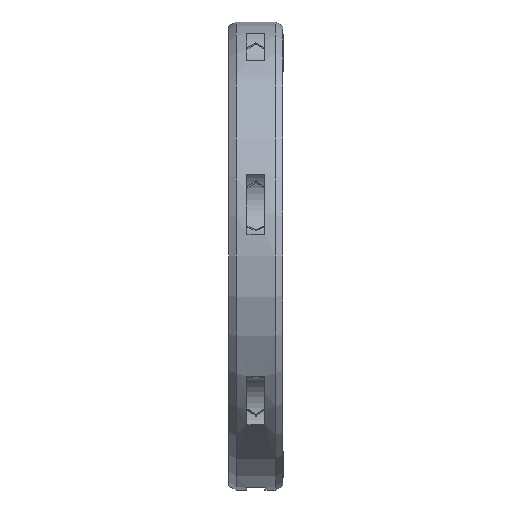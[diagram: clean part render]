
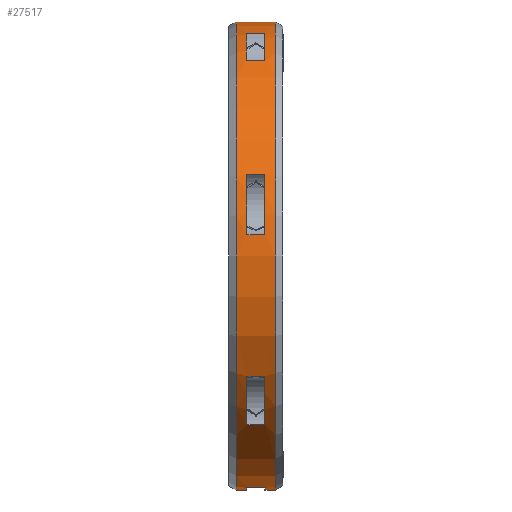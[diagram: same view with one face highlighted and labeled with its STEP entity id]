
A CAD part, left-side view. The second image highlights one B-rep face of the part: STEP entity #27517.
In plain terms, the highlighted cylindrical face has radius 65 mm (diameter 130 mm), a partial arc.
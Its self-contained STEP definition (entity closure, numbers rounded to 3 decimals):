
#25859=CARTESIAN_POINT('',(0.,-2.5,0.));
#25860=DIRECTION('',(0.,-1.,0.));
#25861=DIRECTION('',(-0.133,0.,-0.991));
#25862=AXIS2_PLACEMENT_3D('',#25859,#25860,#25861);
#25867=DIRECTION('',(0.,-1.,0.));
#25868=VECTOR('',#25867,5.);
#25869=CARTESIAN_POINT('',(-8.617,2.5,-64.426));
#25870=LINE('',#25869,#25868);
#25874=CARTESIAN_POINT('',(0.,2.5,0.));
#25875=DIRECTION('',(0.,-1.,0.));
#25876=DIRECTION('',(-0.133,0.,-0.991));
#25877=AXIS2_PLACEMENT_3D('',#25874,#25875,#25876);
#25882=DIRECTION('',(0.,1.,0.));
#25883=VECTOR('',#25882,3.);
#25884=CARTESIAN_POINT('',(0.,2.5,-65.));
#25885=LINE('',#25884,#25883);
#25889=DIRECTION('',(0.,1.,0.));
#25890=VECTOR('',#25889,11.);
#25891=CARTESIAN_POINT('',(0.,-5.5,65.));
#25892=LINE('',#25891,#25890);
#25896=CARTESIAN_POINT('',(0.,-5.5,0.));
#25897=DIRECTION('',(0.,1.,0.));
#25898=DIRECTION('',(0.,0.,-1.));
#25899=AXIS2_PLACEMENT_3D('',#25896,#25897,#25898);
#25904=DIRECTION('',(0.,1.,0.));
#25905=VECTOR('',#25904,3.);
#25906=CARTESIAN_POINT('',(0.,-5.5,-65.));
#25907=LINE('',#25906,#25905);
#25911=CARTESIAN_POINT('',(0.,-2.5,0.));
#25912=DIRECTION('',(0.,-1.,0.));
#25913=DIRECTION('',(-0.311,0.,0.951));
#25914=AXIS2_PLACEMENT_3D('',#25911,#25912,#25913);
#25919=DIRECTION('',(0.,-1.,0.));
#25920=VECTOR('',#25919,5.);
#25921=CARTESIAN_POINT('',(-20.19,2.5,61.785));
#25922=LINE('',#25921,#25920);
#25926=CARTESIAN_POINT('',(0.,2.5,0.));
#25927=DIRECTION('',(0.,-1.,0.));
#25928=DIRECTION('',(-0.311,0.,0.951));
#25929=AXIS2_PLACEMENT_3D('',#25926,#25927,#25928);
#25934=DIRECTION('',(0.,-1.,0.));
#25935=VECTOR('',#25934,5.);
#25936=CARTESIAN_POINT('',(-35.717,2.5,54.307));
#25937=LINE('',#25936,#25935);
#25941=CARTESIAN_POINT('',(0.,-2.5,0.));
#25942=DIRECTION('',(0.,-1.,0.));
#25943=DIRECTION('',(-0.937,0.,0.35));
#25944=AXIS2_PLACEMENT_3D('',#25941,#25942,#25943);
#25949=DIRECTION('',(0.,-1.,0.));
#25950=VECTOR('',#25949,5.);
#25951=CARTESIAN_POINT('',(-60.893,2.5,22.737));
#25952=LINE('',#25951,#25950);
#25956=CARTESIAN_POINT('',(0.,2.5,0.));
#25957=DIRECTION('',(0.,-1.,0.));
#25958=DIRECTION('',(-0.937,0.,0.35));
#25959=AXIS2_PLACEMENT_3D('',#25956,#25957,#25958);
#25964=DIRECTION('',(0.,-1.,0.));
#25965=VECTOR('',#25964,5.);
#25966=CARTESIAN_POINT('',(-64.728,2.5,5.935));
#25967=LINE('',#25966,#25965);
#25971=CARTESIAN_POINT('',(0.,-2.5,0.));
#25972=DIRECTION('',(0.,-1.,0.));
#25973=DIRECTION('',(-0.858,0.,-0.514));
#25974=AXIS2_PLACEMENT_3D('',#25971,#25972,#25973);
#25979=DIRECTION('',(0.,-1.,0.));
#25980=VECTOR('',#25979,5.);
#25981=CARTESIAN_POINT('',(-55.743,2.5,-33.432));
#25982=LINE('',#25981,#25980);
#25986=CARTESIAN_POINT('',(0.,2.5,0.));
#25987=DIRECTION('',(0.,-1.,0.));
#25988=DIRECTION('',(-0.858,0.,-0.514));
#25989=AXIS2_PLACEMENT_3D('',#25986,#25987,#25988);
#25994=DIRECTION('',(0.,-1.,0.));
#25995=VECTOR('',#25994,5.);
#25996=CARTESIAN_POINT('',(-44.998,2.5,-46.906));
#25997=LINE('',#25996,#25995);
#26375=CARTESIAN_POINT('',(0.,5.5,0.));
#26376=DIRECTION('',(0.,1.,0.));
#26377=DIRECTION('',(0.,0.,-1.));
#26378=AXIS2_PLACEMENT_3D('',#26375,#26376,#26377);
#26630=CARTESIAN_POINT('',(0.,-5.5,-65.));
#26632=VERTEX_POINT('',#26630);
#26633=CARTESIAN_POINT('',(0.,5.5,-65.));
#26635=VERTEX_POINT('',#26633);
#26662=CARTESIAN_POINT('',(0.,-5.5,65.));
#26664=VERTEX_POINT('',#26662);
#26665=CARTESIAN_POINT('',(0.,5.5,65.));
#26666=VERTEX_POINT('',#26665);
#26679=CARTESIAN_POINT('',(0.,-2.5,-65.));
#26681=VERTEX_POINT('',#26679);
#26683=CARTESIAN_POINT('',(0.,2.5,-65.));
#26685=VERTEX_POINT('',#26683);
#26693=CARTESIAN_POINT('',(-8.617,-2.5,-64.426));
#26694=VERTEX_POINT('',#26693);
#26695=CARTESIAN_POINT('',(-8.617,2.5,-64.426));
#26696=VERTEX_POINT('',#26695);
#26769=CARTESIAN_POINT('',(-20.19,-2.5,61.785));
#26770=CARTESIAN_POINT('',(-35.717,-2.5,54.307));
#26771=VERTEX_POINT('',#26769);
#26772=VERTEX_POINT('',#26770);
#26773=CARTESIAN_POINT('',(-20.19,2.5,61.785));
#26774=CARTESIAN_POINT('',(-35.717,2.5,54.307));
#26775=VERTEX_POINT('',#26773);
#26776=VERTEX_POINT('',#26774);
#26789=CARTESIAN_POINT('',(-60.893,-2.5,22.737));
#26790=CARTESIAN_POINT('',(-64.728,-2.5,5.935));
#26791=VERTEX_POINT('',#26789);
#26792=VERTEX_POINT('',#26790);
#26793=CARTESIAN_POINT('',(-60.893,2.5,22.737));
#26794=CARTESIAN_POINT('',(-64.728,2.5,5.935));
#26795=VERTEX_POINT('',#26793);
#26796=VERTEX_POINT('',#26794);
#26809=CARTESIAN_POINT('',(-55.743,-2.5,-33.432));
#26810=CARTESIAN_POINT('',(-44.998,-2.5,-46.906));
#26811=VERTEX_POINT('',#26809);
#26812=VERTEX_POINT('',#26810);
#26813=CARTESIAN_POINT('',(-55.743,2.5,-33.432));
#26814=CARTESIAN_POINT('',(-44.998,2.5,-46.906));
#26815=VERTEX_POINT('',#26813);
#26816=VERTEX_POINT('',#26814);
#27471=CARTESIAN_POINT('',(0.,140.185,0.));
#27472=DIRECTION('',(0.,-1.,0.));
#27473=DIRECTION('',(0.,0.,1.));
#27474=AXIS2_PLACEMENT_3D('',#27471,#27472,#27473);
#27475=CYLINDRICAL_SURFACE('',#27474,65.);
#27476=ORIENTED_EDGE('',*,*,#27342,.F.);
#27478=ORIENTED_EDGE('',*,*,#27477,.F.);
#27480=ORIENTED_EDGE('',*,*,#27479,.T.);
#27481=ORIENTED_EDGE('',*,*,#27295,.T.);
#27483=ORIENTED_EDGE('',*,*,#27482,.T.);
#27484=ORIENTED_EDGE('',*,*,#27291,.F.);
#27486=ORIENTED_EDGE('',*,*,#27485,.F.);
#27487=ORIENTED_EDGE('',*,*,#27287,.T.);
#27488=EDGE_LOOP('',(#27476,#27478,#27480,#27481,#27483,#27484,#27486,#27487));
#27489=FACE_OUTER_BOUND('',#27488,.F.);
#27491=ORIENTED_EDGE('',*,*,#27490,.F.);
#27493=ORIENTED_EDGE('',*,*,#27492,.F.);
#27495=ORIENTED_EDGE('',*,*,#27494,.T.);
#27497=ORIENTED_EDGE('',*,*,#27496,.T.);
#27498=EDGE_LOOP('',(#27491,#27493,#27495,#27497));
#27499=FACE_BOUND('',#27498,.F.);
#27501=ORIENTED_EDGE('',*,*,#27500,.F.);
#27503=ORIENTED_EDGE('',*,*,#27502,.F.);
#27505=ORIENTED_EDGE('',*,*,#27504,.T.);
#27507=ORIENTED_EDGE('',*,*,#27506,.T.);
#27508=EDGE_LOOP('',(#27501,#27503,#27505,#27507));
#27509=FACE_BOUND('',#27508,.F.);
#27510=ORIENTED_EDGE('',*,*,#27409,.F.);
#27511=ORIENTED_EDGE('',*,*,#27457,.F.);
#27513=ORIENTED_EDGE('',*,*,#27512,.T.);
#27514=ORIENTED_EDGE('',*,*,#27431,.T.);
#27515=EDGE_LOOP('',(#27510,#27511,#27513,#27514));
#27516=FACE_BOUND('',#27515,.F.);
#25863=CIRCLE('',#25862,65.);
#25878=CIRCLE('',#25877,65.);
#25900=CIRCLE('',#25899,65.);
#25915=CIRCLE('',#25914,65.);
#25930=CIRCLE('',#25929,65.);
#25945=CIRCLE('',#25944,65.);
#25960=CIRCLE('',#25959,65.);
#25975=CIRCLE('',#25974,65.);
#25990=CIRCLE('',#25989,65.);
#26379=CIRCLE('',#26378,65.);
#27287=EDGE_CURVE('',#26632,#26681,#25907,.T.);
#27291=EDGE_CURVE('',#26664,#26666,#25892,.T.);
#27295=EDGE_CURVE('',#26685,#26635,#25885,.T.);
#27342=EDGE_CURVE('',#26694,#26681,#25863,.T.);
#27409=EDGE_CURVE('',#26811,#26812,#25975,.T.);
#27431=EDGE_CURVE('',#26816,#26812,#25997,.T.);
#27457=EDGE_CURVE('',#26815,#26811,#25982,.T.);
#27477=EDGE_CURVE('',#26696,#26694,#25870,.T.);
#27479=EDGE_CURVE('',#26696,#26685,#25878,.T.);
#27482=EDGE_CURVE('',#26635,#26666,#26379,.T.);
#27485=EDGE_CURVE('',#26632,#26664,#25900,.T.);
#27490=EDGE_CURVE('',#26771,#26772,#25915,.T.);
#27492=EDGE_CURVE('',#26775,#26771,#25922,.T.);
#27494=EDGE_CURVE('',#26775,#26776,#25930,.T.);
#27496=EDGE_CURVE('',#26776,#26772,#25937,.T.);
#27500=EDGE_CURVE('',#26791,#26792,#25945,.T.);
#27502=EDGE_CURVE('',#26795,#26791,#25952,.T.);
#27504=EDGE_CURVE('',#26795,#26796,#25960,.T.);
#27506=EDGE_CURVE('',#26796,#26792,#25967,.T.);
#27512=EDGE_CURVE('',#26815,#26816,#25990,.T.);
#27517=ADVANCED_FACE('',(#27489,#27499,#27509,#27516),#27475,.T.);
